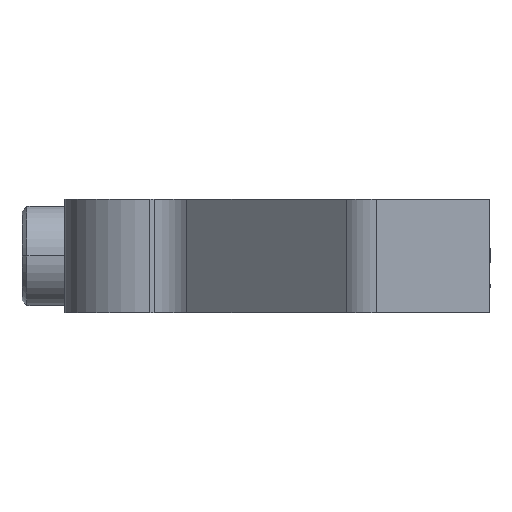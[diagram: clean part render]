
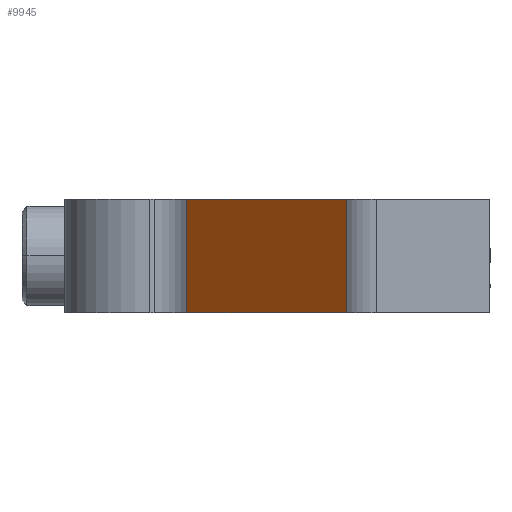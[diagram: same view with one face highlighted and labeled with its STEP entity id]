
A CAD part, left-side view. The second image highlights one B-rep face of the part: STEP entity #9945.
In plain terms, the highlighted planar face has unit normal (-0.707, 0.707, 0).
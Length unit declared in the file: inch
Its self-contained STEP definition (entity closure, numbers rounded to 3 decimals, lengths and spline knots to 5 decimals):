
#68 = DIRECTION ( 'NONE',  ( -0.707, -0.707, 0. ) ) ;
#228 = EDGE_CURVE ( 'NONE', #15088, #8819, #3729, .T. ) ;
#2333 = CARTESIAN_POINT ( 'NONE',  ( -0.27027, -0.10323, 0. ) ) ;
#3729 = LINE ( 'NONE', #4025, #7030 ) ;
#4025 = CARTESIAN_POINT ( 'NONE',  ( -0.74803, -0.581, 0.31496 ) ) ;
#4690 = EDGE_CURVE ( 'NONE', #9866, #6238, #16804, .T. ) ;
#5208 = VECTOR ( 'NONE', #68, 39.37008 ) ;
#6085 = CARTESIAN_POINT ( 'NONE',  ( -0.71344, -0.5464, 0.31496 ) ) ;
#6238 = VERTEX_POINT ( 'NONE', #10932 ) ;
#6253 = EDGE_LOOP ( 'NONE', ( #11600, #11169, #8929, #17148 ) ) ;
#6695 = CARTESIAN_POINT ( 'NONE',  ( -0.27027, -0.10323, 0. ) ) ;
#7030 = VECTOR ( 'NONE', #15181, 39.37008 ) ;
#7147 = DIRECTION ( 'NONE',  ( 0.707, 0.707, 0. ) ) ;
#7465 = FACE_OUTER_BOUND ( 'NONE', #6253, .T. ) ;
#8108 = VECTOR ( 'NONE', #12116, 39.37008 ) ;
#8623 = VECTOR ( 'NONE', #15666, 39.37008 ) ;
#8819 = VERTEX_POINT ( 'NONE', #16013 ) ;
#8929 = ORIENTED_EDGE ( 'NONE', *, *, #228, .F. ) ;
#9866 = VERTEX_POINT ( 'NONE', #6695 ) ;
#9899 = CARTESIAN_POINT ( 'NONE',  ( -0.74803, -0.581, 0.31496 ) ) ;
#9945 = ADVANCED_FACE ( 'NONE', ( #7465 ), #11298, .F. ) ;
#10932 = CARTESIAN_POINT ( 'NONE',  ( -0.71344, -0.5464, 0. ) ) ;
#11169 = ORIENTED_EDGE ( 'NONE', *, *, #13783, .T. ) ;
#11251 = CARTESIAN_POINT ( 'NONE',  ( -0.74803, -0.581, 0. ) ) ;
#11298 = PLANE ( 'NONE',  #13498 ) ;
#11546 = CARTESIAN_POINT ( 'NONE',  ( -0.27027, -0.10323, 0.31496 ) ) ;
#11600 = ORIENTED_EDGE ( 'NONE', *, *, #4690, .T. ) ;
#11819 = LINE ( 'NONE', #2333, #8108 ) ;
#12116 = DIRECTION ( 'NONE',  ( 0., 0., -1. ) ) ;
#13498 = AXIS2_PLACEMENT_3D ( 'NONE', #9899, #15484, #7147 ) ;
#13783 = EDGE_CURVE ( 'NONE', #6238, #8819, #16022, .T. ) ;
#15088 = VERTEX_POINT ( 'NONE', #11546 ) ;
#15181 = DIRECTION ( 'NONE',  ( -0.707, -0.707, 0. ) ) ;
#15484 = DIRECTION ( 'NONE',  ( 0.707, -0.707, 0. ) ) ;
#15666 = DIRECTION ( 'NONE',  ( 0., 0., 1. ) ) ;
#16013 = CARTESIAN_POINT ( 'NONE',  ( -0.71344, -0.5464, 0.31496 ) ) ;
#16022 = LINE ( 'NONE', #6085, #8623 ) ;
#16804 = LINE ( 'NONE', #11251, #5208 ) ;
#17148 = ORIENTED_EDGE ( 'NONE', *, *, #17696, .T. ) ;
#17696 = EDGE_CURVE ( 'NONE', #15088, #9866, #11819, .T. ) ;
